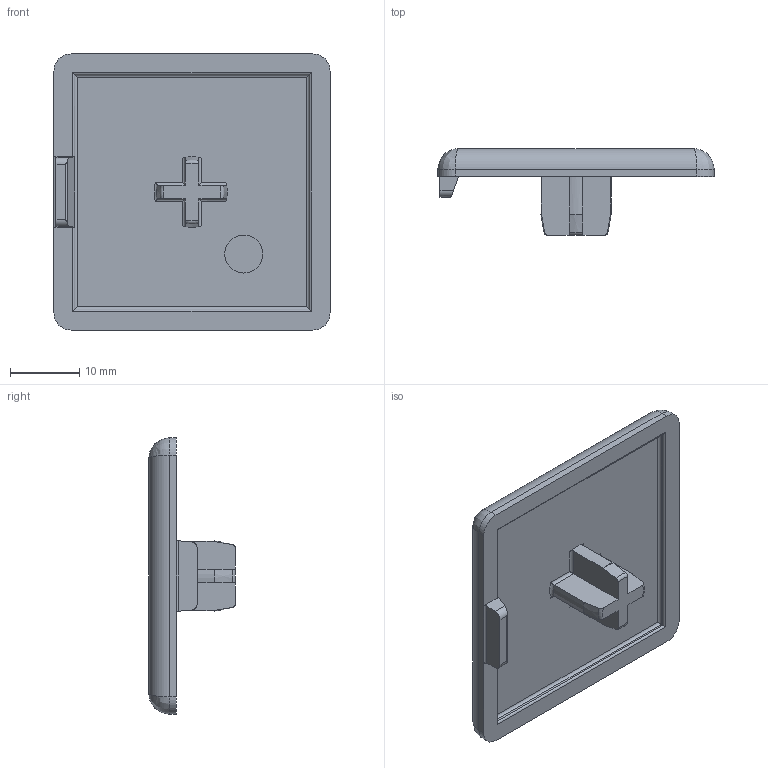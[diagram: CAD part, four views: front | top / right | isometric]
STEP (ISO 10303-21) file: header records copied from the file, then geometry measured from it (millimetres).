
FILE_DESCRIPTION(/* description */ (''),/* implementation_level */ '2;1');
FILE_NAME(/* name */ '1008303.stp',/* time_stamp */ '2024-07-23T14:34:53+02:00',/* author */ ('Bo'),/* organization */ (''),/* preprocessor_version */ 'ST-DEVELOPER v20',/* originating_system */ 'Autodesk Inventor 2025',/* authorisation */ ' ');
FILE_SCHEMA (('AUTOMOTIVE_DESIGN { 1 0 10303 214 3 1 1 }'));
Length unit declared in the file: millimetre
Products named in the file (1): 1008303
Bounding box: 40 x 12.5 x 40 mm (x, y, z)
Volume: 5334.8 mm3; surface area: 4129.7 mm2
Topology: 1 solids, 1 shells, 77 faces, 195 edges, 118 vertices
Faces by surface type: cylinder 33, plane 27, torus 9, cone 4, bspline 4
Full cylindrical faces by diameter (mm): 5.5 x1
Entity records: 2518 total; most frequent: CARTESIAN_POINT 661, ORIENTED_EDGE 382, DIRECTION 380, EDGE_CURVE 191, AXIS2_PLACEMENT_3D 141, VERTEX_POINT 118, LINE 98, VECTOR 98
